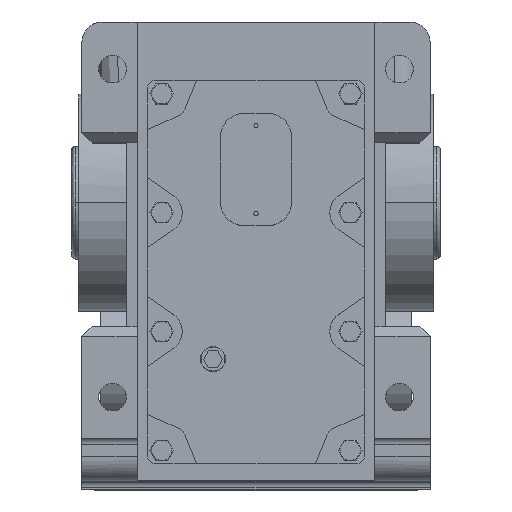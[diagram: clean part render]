
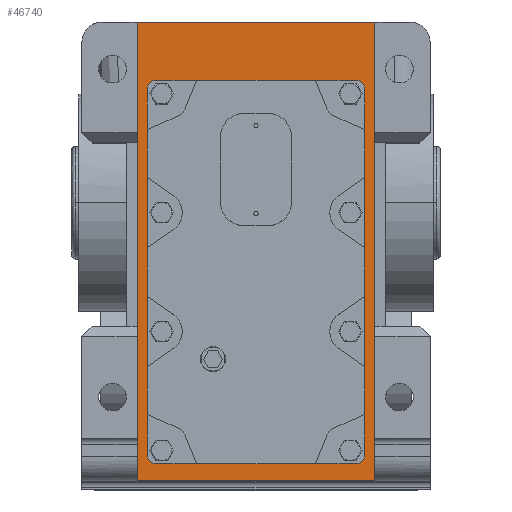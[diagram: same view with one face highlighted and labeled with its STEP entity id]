
A CAD part, top view. The second image highlights one B-rep face of the part: STEP entity #46740.
In plain terms, the highlighted planar face has unit normal (0, 0, 1).
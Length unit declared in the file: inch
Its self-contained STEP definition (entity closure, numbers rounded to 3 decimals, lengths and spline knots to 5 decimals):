
#1424 = VECTOR ( 'NONE', #20860, 39.37008 ) ;
#1433 = CARTESIAN_POINT ( 'NONE',  ( 1.92913, 2.18504, 2.91339 ) ) ;
#1567 = DIRECTION ( 'NONE',  ( 1., 0., 0. ) ) ;
#1635 = VECTOR ( 'NONE', #40791, 39.37008 ) ;
#1909 = CARTESIAN_POINT ( 'NONE',  ( -1.92913, -4.8622, 2.91339 ) ) ;
#2354 = VERTEX_POINT ( 'NONE', #18720 ) ;
#2363 = DIRECTION ( 'NONE',  ( 0., -1., 0. ) ) ;
#2366 = FACE_BOUND ( 'NONE', #35361, .T. ) ;
#2885 = ORIENTED_EDGE ( 'NONE', *, *, #34946, .F. ) ;
#3330 = EDGE_CURVE ( 'NONE', #30271, #18745, #42572, .T. ) ;
#4041 = VERTEX_POINT ( 'NONE', #29445 ) ;
#4847 = DIRECTION ( 'NONE',  ( 1., 0., 0. ) ) ;
#5664 = VERTEX_POINT ( 'NONE', #39454 ) ;
#5965 = DIRECTION ( 'NONE',  ( 1., 0., 0. ) ) ;
#6490 = CARTESIAN_POINT ( 'NONE',  ( -1.92913, 2.18504, 2.91339 ) ) ;
#6683 = VERTEX_POINT ( 'NONE', #44076 ) ;
#7485 = DIRECTION ( 'NONE',  ( 0., -1., 0. ) ) ;
#8077 = EDGE_CURVE ( 'NONE', #18745, #11378, #42703, .T. ) ;
#8621 = CARTESIAN_POINT ( 'NONE',  ( -2.28346, -5.51181, 2.91339 ) ) ;
#10271 = AXIS2_PLACEMENT_3D ( 'NONE', #16860, #31107, #20238 ) ;
#10315 = LINE ( 'NONE', #8621, #42872 ) ;
#11378 = VERTEX_POINT ( 'NONE', #43522 ) ;
#11558 = ORIENTED_EDGE ( 'NONE', *, *, #18721, .T. ) ;
#11581 = CARTESIAN_POINT ( 'NONE',  ( -3.34646, 3.46457, 2.91339 ) ) ;
#12648 = EDGE_CURVE ( 'NONE', #40456, #16186, #41309, .T. ) ;
#13216 = CARTESIAN_POINT ( 'NONE',  ( 2.28346, -5.34772, 2.91339 ) ) ;
#13491 = DIRECTION ( 'NONE',  ( 1., 0., 0. ) ) ;
#14398 = VERTEX_POINT ( 'NONE', #36928 ) ;
#15372 = CIRCLE ( 'NONE', #18962, 0.15748 ) ;
#16120 = DIRECTION ( 'NONE',  ( 0., 0., -1. ) ) ;
#16186 = VERTEX_POINT ( 'NONE', #32624 ) ;
#16794 = CARTESIAN_POINT ( 'NONE',  ( -2.28346, -5.34772, 2.91339 ) ) ;
#16860 = CARTESIAN_POINT ( 'NONE',  ( 1.92913, -4.8622, 2.91339 ) ) ;
#17089 = VERTEX_POINT ( 'NONE', #33608 ) ;
#18201 = ORIENTED_EDGE ( 'NONE', *, *, #19758, .T. ) ;
#18720 = CARTESIAN_POINT ( 'NONE',  ( 2.08661, -4.8622, 2.91339 ) ) ;
#18721 = EDGE_CURVE ( 'NONE', #45278, #6683, #23178, .T. ) ;
#18745 = VERTEX_POINT ( 'NONE', #13216 ) ;
#18962 = AXIS2_PLACEMENT_3D ( 'NONE', #1433, #16120, #4847 ) ;
#19758 = EDGE_CURVE ( 'NONE', #2354, #40456, #24219, .T. ) ;
#20238 = DIRECTION ( 'NONE',  ( 1., 0., 0. ) ) ;
#20834 = DIRECTION ( 'NONE',  ( 0., 0., -1. ) ) ;
#20860 = DIRECTION ( 'NONE',  ( 1., 0., 0. ) ) ;
#20999 = CARTESIAN_POINT ( 'NONE',  ( -2.08661, -5.34772, 2.91339 ) ) ;
#21610 = ORIENTED_EDGE ( 'NONE', *, *, #35212, .T. ) ;
#23178 = LINE ( 'NONE', #24103, #1424 ) ;
#24103 = CARTESIAN_POINT ( 'NONE',  ( -2.28346, 2.34252, 2.91339 ) ) ;
#24219 = CIRCLE ( 'NONE', #10271, 0.15748 ) ;
#24646 = VECTOR ( 'NONE', #7485, 39.37008 ) ;
#26116 = EDGE_CURVE ( 'NONE', #5664, #14398, #36277, .T. ) ;
#26285 = ORIENTED_EDGE ( 'NONE', *, *, #26116, .T. ) ;
#26414 = ORIENTED_EDGE ( 'NONE', *, *, #27410, .T. ) ;
#27410 = EDGE_CURVE ( 'NONE', #14398, #45278, #29326, .T. ) ;
#27537 = LINE ( 'NONE', #40198, #24646 ) ;
#27739 = VECTOR ( 'NONE', #5965, 39.37008 ) ;
#28068 = PLANE ( 'NONE',  #43207 ) ;
#28437 = CIRCLE ( 'NONE', #37457, 0.15748 ) ;
#28527 = DIRECTION ( 'NONE',  ( 0., 0., 1. ) ) ;
#29202 = CARTESIAN_POINT ( 'NONE',  ( -1.92913, 2.34252, 2.91339 ) ) ;
#29326 = CIRCLE ( 'NONE', #42713, 0.15748 ) ;
#29445 = CARTESIAN_POINT ( 'NONE',  ( 2.08661, 2.18504, 2.91339 ) ) ;
#30271 = VERTEX_POINT ( 'NONE', #33766 ) ;
#30837 = EDGE_CURVE ( 'NONE', #6683, #4041, #15372, .T. ) ;
#31107 = DIRECTION ( 'NONE',  ( 0., 0., -1. ) ) ;
#32187 = CARTESIAN_POINT ( 'NONE',  ( -2.28346, -5.01969, 2.91339 ) ) ;
#32624 = CARTESIAN_POINT ( 'NONE',  ( -1.92913, -5.01969, 2.91339 ) ) ;
#32728 = VECTOR ( 'NONE', #43363, 39.37008 ) ;
#33003 = VECTOR ( 'NONE', #44436, 39.37008 ) ;
#33608 = CARTESIAN_POINT ( 'NONE',  ( -2.28346, 3.46457, 2.91339 ) ) ;
#33766 = CARTESIAN_POINT ( 'NONE',  ( -2.28346, -5.34772, 2.91339 ) ) ;
#34479 = ORIENTED_EDGE ( 'NONE', *, *, #30837, .T. ) ;
#34634 = ORIENTED_EDGE ( 'NONE', *, *, #43137, .T. ) ;
#34928 = FACE_OUTER_BOUND ( 'NONE', #38253, .T. ) ;
#34946 = EDGE_CURVE ( 'NONE', #17089, #11378, #43328, .T. ) ;
#35212 = EDGE_CURVE ( 'NONE', #16186, #5664, #28437, .T. ) ;
#35361 = EDGE_LOOP ( 'NONE', ( #38251, #21610, #26285, #26414, #11558, #34479, #39605, #18201 ) ) ;
#35542 = CARTESIAN_POINT ( 'NONE',  ( -2.28346, -5.34772, 2.91339 ) ) ;
#36277 = LINE ( 'NONE', #20999, #42544 ) ;
#36928 = CARTESIAN_POINT ( 'NONE',  ( -2.08661, 2.18504, 2.91339 ) ) ;
#37457 = AXIS2_PLACEMENT_3D ( 'NONE', #1909, #41488, #1567 ) ;
#38251 = ORIENTED_EDGE ( 'NONE', *, *, #12648, .T. ) ;
#38253 = EDGE_LOOP ( 'NONE', ( #40953, #2885, #34634, #41899 ) ) ;
#39454 = CARTESIAN_POINT ( 'NONE',  ( -2.08661, -4.8622, 2.91339 ) ) ;
#39605 = ORIENTED_EDGE ( 'NONE', *, *, #44550, .T. ) ;
#40198 = CARTESIAN_POINT ( 'NONE',  ( 2.08661, -5.34772, 2.91339 ) ) ;
#40456 = VERTEX_POINT ( 'NONE', #46950 ) ;
#40616 = CARTESIAN_POINT ( 'NONE',  ( 2.28346, -5.34772, 2.91339 ) ) ;
#40791 = DIRECTION ( 'NONE',  ( 1., 0., 0. ) ) ;
#40953 = ORIENTED_EDGE ( 'NONE', *, *, #8077, .T. ) ;
#41309 = LINE ( 'NONE', #32187, #32728 ) ;
#41488 = DIRECTION ( 'NONE',  ( 0., 0., -1. ) ) ;
#41899 = ORIENTED_EDGE ( 'NONE', *, *, #3330, .T. ) ;
#42544 = VECTOR ( 'NONE', #46055, 39.37008 ) ;
#42572 = LINE ( 'NONE', #16794, #27739 ) ;
#42703 = LINE ( 'NONE', #40616, #33003 ) ;
#42713 = AXIS2_PLACEMENT_3D ( 'NONE', #6490, #20834, #46046 ) ;
#42872 = VECTOR ( 'NONE', #2363, 39.37008 ) ;
#43137 = EDGE_CURVE ( 'NONE', #17089, #30271, #10315, .T. ) ;
#43207 = AXIS2_PLACEMENT_3D ( 'NONE', #35542, #28527, #13491 ) ;
#43328 = LINE ( 'NONE', #11581, #1635 ) ;
#43363 = DIRECTION ( 'NONE',  ( -1., 0., 0. ) ) ;
#43522 = CARTESIAN_POINT ( 'NONE',  ( 2.28346, 3.46457, 2.91339 ) ) ;
#44076 = CARTESIAN_POINT ( 'NONE',  ( 1.92913, 2.34252, 2.91339 ) ) ;
#44436 = DIRECTION ( 'NONE',  ( 0., 1., 0. ) ) ;
#44550 = EDGE_CURVE ( 'NONE', #4041, #2354, #27537, .T. ) ;
#45278 = VERTEX_POINT ( 'NONE', #29202 ) ;
#46046 = DIRECTION ( 'NONE',  ( 1., 0., 0. ) ) ;
#46055 = DIRECTION ( 'NONE',  ( 0., 1., 0. ) ) ;
#46740 = ADVANCED_FACE ( 'NONE', ( #34928, #2366 ), #28068, .T. ) ;
#46950 = CARTESIAN_POINT ( 'NONE',  ( 1.92913, -5.01969, 2.91339 ) ) ;
